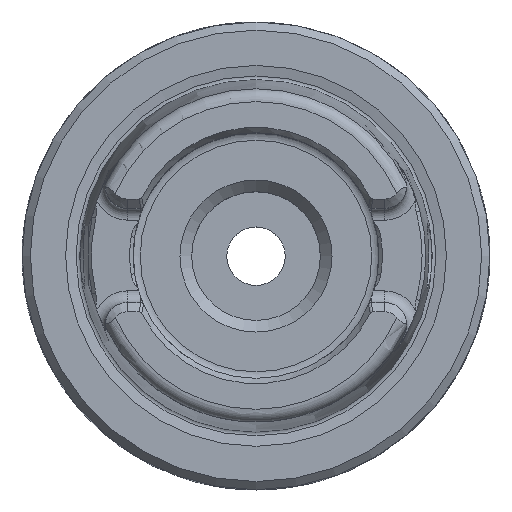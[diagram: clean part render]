
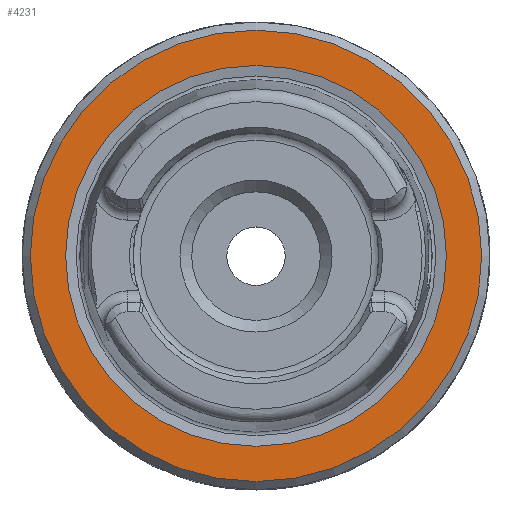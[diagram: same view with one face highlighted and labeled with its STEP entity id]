
A CAD part, top view. The second image highlights one B-rep face of the part: STEP entity #4231.
In plain terms, the highlighted planar face has unit normal (0, 0, 1).
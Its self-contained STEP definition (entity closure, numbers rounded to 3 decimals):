
#148=FACE_BOUND('',#955,.T.);
#224=PLANE('',#4669);
#412=CIRCLE('',#4668,19.3);
#413=CIRCLE('',#4670,16.285);
#703=FACE_OUTER_BOUND('',#954,.T.);
#954=EDGE_LOOP('',(#3952));
#955=EDGE_LOOP('',(#3953));
#2031=VERTEX_POINT('',#9309);
#2032=VERTEX_POINT('',#9313);
#2672=EDGE_CURVE('',#2031,#2031,#412,.T.);
#2674=EDGE_CURVE('',#2032,#2032,#413,.T.);
#3952=ORIENTED_EDGE('',*,*,#2672,.T.);
#3953=ORIENTED_EDGE('',*,*,#2674,.F.);
#4231=ADVANCED_FACE('',(#703,#148),#224,.T.);
#4668=AXIS2_PLACEMENT_3D('',#9310,#5743,#5744);
#4669=AXIS2_PLACEMENT_3D('',#9312,#5746,#5747);
#4670=AXIS2_PLACEMENT_3D('',#9314,#5748,#5749);
#5743=DIRECTION('center_axis',(0.,0.,1.));
#5744=DIRECTION('ref_axis',(1.,0.,0.));
#5746=DIRECTION('center_axis',(0.,0.,1.));
#5747=DIRECTION('ref_axis',(-1.,0.,0.));
#5748=DIRECTION('center_axis',(0.,0.,1.));
#5749=DIRECTION('ref_axis',(1.,0.,0.));
#9309=CARTESIAN_POINT('',(0.,19.3,0.));
#9310=CARTESIAN_POINT('Origin',(0.,0.,0.));
#9312=CARTESIAN_POINT('Origin',(0.,-16.285,0.));
#9313=CARTESIAN_POINT('',(0.,16.285,0.));
#9314=CARTESIAN_POINT('Origin',(0.,0.,0.));
